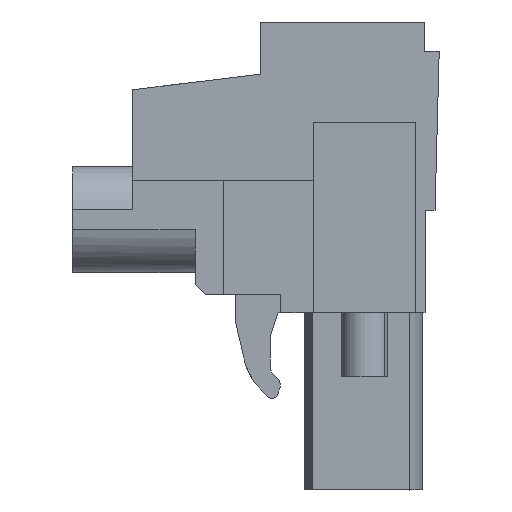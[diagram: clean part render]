
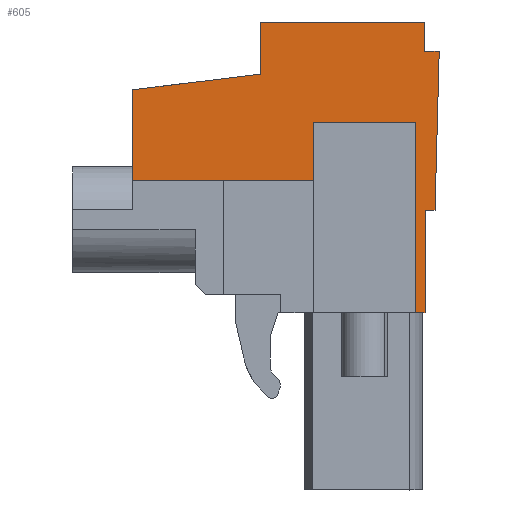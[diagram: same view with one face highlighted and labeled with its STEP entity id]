
A CAD part, left-side view. The second image highlights one B-rep face of the part: STEP entity #605.
In plain terms, the highlighted planar face has unit normal (-1, 0, 0).
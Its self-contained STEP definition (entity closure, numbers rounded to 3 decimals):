
#505=AXIS2_PLACEMENT_3D('Plane Axis2P3D',#502,#503,#504) ;
#40=CARTESIAN_POINT('Vertex',(4.94,8.9,20.75)) ;
#45=CARTESIAN_POINT('Line Origine',(4.94,8.9,22.05)) ;
#49=CARTESIAN_POINT('Vertex',(4.94,8.9,23.35)) ;
#425=CARTESIAN_POINT('Vertex',(4.94,15.25,19.97)) ;
#428=CARTESIAN_POINT('Line Origine',(4.94,12.075,20.36)) ;
#502=CARTESIAN_POINT('Axis2P3D Location',(4.94,-1.91,-25.3)) ;
#507=CARTESIAN_POINT('Line Origine',(4.94,0.908,8.85)) ;
#511=CARTESIAN_POINT('Vertex',(4.94,1.139,8.85)) ;
#513=CARTESIAN_POINT('Vertex',(4.94,0.677,8.85)) ;
#516=CARTESIAN_POINT('Line Origine',(4.94,0.664,11.4)) ;
#520=CARTESIAN_POINT('Vertex',(4.94,0.65,13.95)) ;
#523=CARTESIAN_POINT('Line Origine',(4.94,0.414,13.95)) ;
#527=CARTESIAN_POINT('Vertex',(4.94,0.179,13.95)) ;
#530=CARTESIAN_POINT('Line Origine',(4.94,0.075,17.925)) ;
#534=CARTESIAN_POINT('Vertex',(4.94,-0.029,21.9)) ;
#537=CARTESIAN_POINT('Line Origine',(4.94,0.335,21.9)) ;
#541=CARTESIAN_POINT('Vertex',(4.94,0.7,21.9)) ;
#544=CARTESIAN_POINT('Line Origine',(4.94,0.7,22.625)) ;
#548=CARTESIAN_POINT('Vertex',(4.94,0.7,23.35)) ;
#551=CARTESIAN_POINT('Line Origine',(4.94,4.8,23.35)) ;
#556=CARTESIAN_POINT('Line Origine',(4.94,15.25,17.71)) ;
#560=CARTESIAN_POINT('Vertex',(4.94,15.25,15.45)) ;
#563=CARTESIAN_POINT('Line Origine',(4.94,10.744,15.45)) ;
#567=CARTESIAN_POINT('Vertex',(4.94,6.239,15.45)) ;
#570=CARTESIAN_POINT('Line Origine',(4.94,6.239,16.68)) ;
#574=CARTESIAN_POINT('Vertex',(4.94,6.239,17.91)) ;
#577=CARTESIAN_POINT('Line Origine',(4.94,3.689,17.91)) ;
#581=CARTESIAN_POINT('Vertex',(4.94,1.139,17.91)) ;
#584=CARTESIAN_POINT('Line Origine',(4.94,1.139,13.38)) ;
#46=DIRECTION('Vector Direction',(0.,0.,1.)) ;
#429=DIRECTION('Vector Direction',(0.,-0.993,0.122)) ;
#503=DIRECTION('Axis2P3D Direction',(-1.,0.,0.)) ;
#504=DIRECTION('Axis2P3D XDirection',(0.,-1.,0.)) ;
#508=DIRECTION('Vector Direction',(0.,-1.,0.)) ;
#517=DIRECTION('Vector Direction',(0.,-0.005,1.)) ;
#524=DIRECTION('Vector Direction',(0.,1.,0.)) ;
#531=DIRECTION('Vector Direction',(0.,0.026,-1.)) ;
#538=DIRECTION('Vector Direction',(0.,-1.,0.)) ;
#545=DIRECTION('Vector Direction',(0.,0.,-1.)) ;
#552=DIRECTION('Vector Direction',(0.,-1.,0.)) ;
#557=DIRECTION('Vector Direction',(0.,0.,-1.)) ;
#564=DIRECTION('Vector Direction',(0.,1.,0.)) ;
#571=DIRECTION('Vector Direction',(0.,0.,-1.)) ;
#578=DIRECTION('Vector Direction',(0.,-1.,0.)) ;
#585=DIRECTION('Vector Direction',(0.,0.,-1.)) ;
#47=VECTOR('Line Direction',#46,1.) ;
#430=VECTOR('Line Direction',#429,1.) ;
#509=VECTOR('Line Direction',#508,1.) ;
#518=VECTOR('Line Direction',#517,1.) ;
#525=VECTOR('Line Direction',#524,1.) ;
#532=VECTOR('Line Direction',#531,1.) ;
#539=VECTOR('Line Direction',#538,1.) ;
#546=VECTOR('Line Direction',#545,1.) ;
#553=VECTOR('Line Direction',#552,1.) ;
#558=VECTOR('Line Direction',#557,1.) ;
#565=VECTOR('Line Direction',#564,1.) ;
#572=VECTOR('Line Direction',#571,1.) ;
#579=VECTOR('Line Direction',#578,1.) ;
#586=VECTOR('Line Direction',#585,1.) ;
#590=ORIENTED_EDGE('',*,*,#515,.T.) ;
#591=ORIENTED_EDGE('',*,*,#522,.T.) ;
#592=ORIENTED_EDGE('',*,*,#529,.T.) ;
#593=ORIENTED_EDGE('',*,*,#536,.T.) ;
#594=ORIENTED_EDGE('',*,*,#543,.T.) ;
#595=ORIENTED_EDGE('',*,*,#550,.T.) ;
#596=ORIENTED_EDGE('',*,*,#555,.T.) ;
#597=ORIENTED_EDGE('',*,*,#51,.T.) ;
#598=ORIENTED_EDGE('',*,*,#432,.T.) ;
#599=ORIENTED_EDGE('',*,*,#562,.T.) ;
#600=ORIENTED_EDGE('',*,*,#569,.F.) ;
#601=ORIENTED_EDGE('',*,*,#576,.T.) ;
#602=ORIENTED_EDGE('',*,*,#583,.T.) ;
#603=ORIENTED_EDGE('',*,*,#588,.F.) ;
#605=ADVANCED_FACE('HOUSING',(#604),#506,.T.) ;
#51=EDGE_CURVE('',#50,#41,#48,.F.) ;
#432=EDGE_CURVE('',#41,#426,#431,.F.) ;
#515=EDGE_CURVE('',#512,#514,#510,.T.) ;
#522=EDGE_CURVE('',#514,#521,#519,.T.) ;
#529=EDGE_CURVE('',#521,#528,#526,.F.) ;
#536=EDGE_CURVE('',#528,#535,#533,.F.) ;
#543=EDGE_CURVE('',#535,#542,#540,.F.) ;
#550=EDGE_CURVE('',#542,#549,#547,.F.) ;
#555=EDGE_CURVE('',#549,#50,#554,.F.) ;
#562=EDGE_CURVE('',#426,#561,#559,.T.) ;
#569=EDGE_CURVE('',#568,#561,#566,.T.) ;
#576=EDGE_CURVE('',#568,#575,#573,.F.) ;
#583=EDGE_CURVE('',#575,#582,#580,.T.) ;
#588=EDGE_CURVE('',#512,#582,#587,.F.) ;
#589=EDGE_LOOP('',(#590,#591,#592,#593,#594,#595,#596,#597,#598,#599,#600,#601,#602,#603)) ;
#604=FACE_OUTER_BOUND('',#589,.T.) ;
#48=LINE('Line',#45,#47) ;
#431=LINE('Line',#428,#430) ;
#510=LINE('Line',#507,#509) ;
#519=LINE('Line',#516,#518) ;
#526=LINE('Line',#523,#525) ;
#533=LINE('Line',#530,#532) ;
#540=LINE('Line',#537,#539) ;
#547=LINE('Line',#544,#546) ;
#554=LINE('Line',#551,#553) ;
#559=LINE('Line',#556,#558) ;
#566=LINE('Line',#563,#565) ;
#573=LINE('Line',#570,#572) ;
#580=LINE('Line',#577,#579) ;
#587=LINE('Line',#584,#586) ;
#506=PLANE('',#505) ;
#41=VERTEX_POINT('',#40) ;
#50=VERTEX_POINT('',#49) ;
#426=VERTEX_POINT('',#425) ;
#512=VERTEX_POINT('',#511) ;
#514=VERTEX_POINT('',#513) ;
#521=VERTEX_POINT('',#520) ;
#528=VERTEX_POINT('',#527) ;
#535=VERTEX_POINT('',#534) ;
#542=VERTEX_POINT('',#541) ;
#549=VERTEX_POINT('',#548) ;
#561=VERTEX_POINT('',#560) ;
#568=VERTEX_POINT('',#567) ;
#575=VERTEX_POINT('',#574) ;
#582=VERTEX_POINT('',#581) ;
